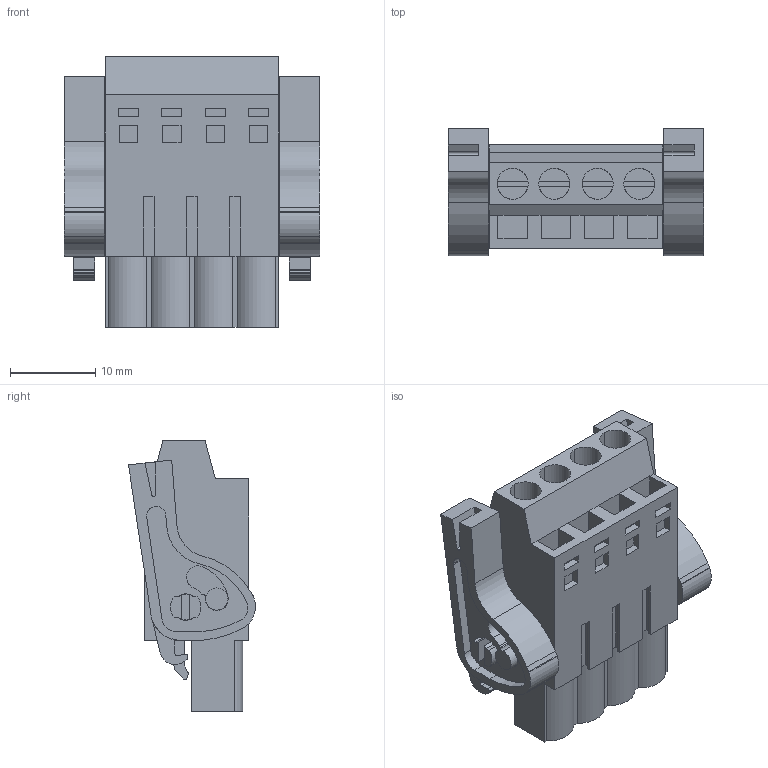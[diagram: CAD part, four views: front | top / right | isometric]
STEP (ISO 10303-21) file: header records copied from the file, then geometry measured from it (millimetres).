
FILE_DESCRIPTION(('CATIA V5 STEP Exchange','CAx-IF Rec.Pracs.--- Model Styling and Organization---1.2---2011-12-15'),'2;1');
FILE_NAME ('D1458695_0_1890240000_1890240000.stp','2017-10-31T20:53:02+00:00',('none'),('Weidmueller'),'CATIA Version 5-6 Release 2014','CATIA V5 STEP AP214','none');
FILE_SCHEMA(('AUTOMOTIVE_DESIGN { 1 0 10303 214 1 1 1 1 }'));
Length unit declared in the file: millimetre
Products named in the file (1): 1890240000
Bounding box: 30.02 x 14.91 x 31.8 mm (x, y, z)
Volume: 6622.9 mm3; surface area: 5246.2 mm2
Topology: 7 solids, 7 shells, 439 faces, 1204 edges, 811 vertices
Faces by surface type: plane 315, cylinder 124
Entity records: 14121 total; most frequent: CARTESIAN_POINT 2908, ORIENTED_EDGE 2408, DIRECTION 1860, EDGE_CURVE 1204, VECTOR 920, LINE 920, VERTEX_POINT 811, AXIS2_PLACEMENT_3D 584
